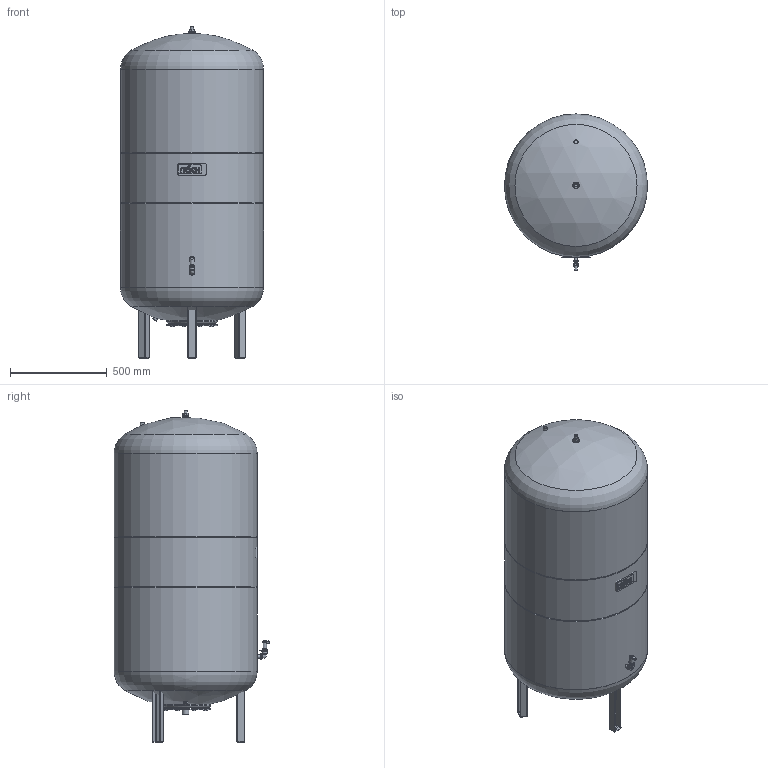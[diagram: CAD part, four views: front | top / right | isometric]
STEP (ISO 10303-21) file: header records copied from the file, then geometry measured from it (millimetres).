
FILE_DESCRIPTION(/* description */ (''),/* implementation_level */ '2;1');
FILE_NAME(/* name */ '3d_ReflexomatRF600_6bar-8789500.stp',/* time_stamp */ '2015-12-08T09:24:54+01:00',/* author */ ('Andrzej'),/* organization */ (''),/* preprocessor_version */ 'ST-DEVELOPER v15.5',/* originating_system */ 'AutoCAD Mechanical',/* authorisation */ '');
FILE_SCHEMA (('AUTOMOTIVE_DESIGN { 1 0 10303 214 3 1 1 }'));
Length unit declared in the file: millimetre
Products named in the file (1): Product
Bounding box: 740 x 806 x 1717 mm (x, y, z)
Volume: 592406670.4 mm3; surface area: 6045080.2 mm2
Topology: 22 solids, 22 shells, 457 faces, 1094 edges, 690 vertices
Faces by surface type: plane 235, cylinder 169, torus 18, cone 16, sphere 15, bspline 4
Full cylindrical faces by diameter (mm): 3.5 x1, 10 x16, 13.4 x3, 14.95 x1, 16 x2, 18.5 x1, 20 x3, 21.3 x2, 24 x1, 26 x1, 28 x2, 33.7 x1, 34 x1, 161 x1, 230 x1, 250 x1, 260 x2, 740 x5
Entity records: 13159 total; most frequent: CARTESIAN_POINT 2608, DIRECTION 2274, ORIENTED_EDGE 1994, EDGE_CURVE 997, AXIS2_PLACEMENT_3D 839, VERTEX_POINT 673, LINE 596, VECTOR 596
